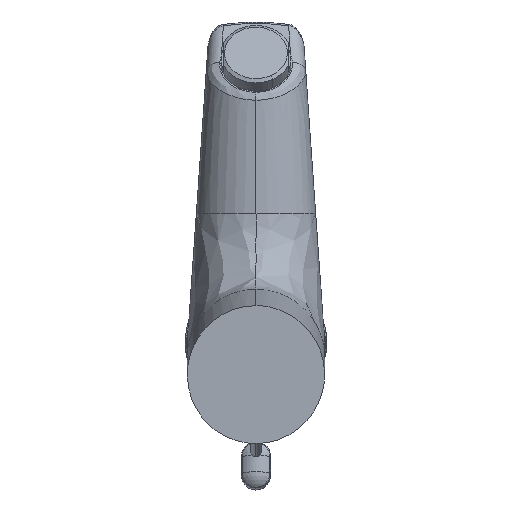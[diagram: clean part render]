
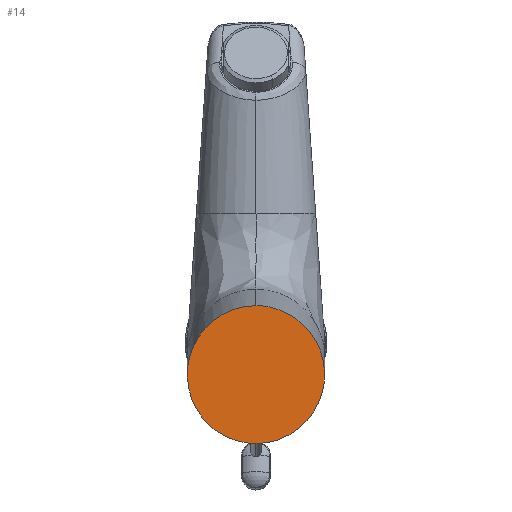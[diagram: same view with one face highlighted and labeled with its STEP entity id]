
A CAD part, front view. The second image highlights one B-rep face of the part: STEP entity #14.
In plain terms, the highlighted planar face has unit normal (0, -1, 0).
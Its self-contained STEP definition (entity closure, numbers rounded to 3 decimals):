
#14 = ADVANCED_FACE ( 'NONE', ( #6229 ), #14561, .F. ) ;
#618 = CARTESIAN_POINT ( 'NONE',  ( 47.015, 0., 23.59 ) ) ;
#1749 = CARTESIAN_POINT ( 'NONE',  ( 0., 0., 23.59 ) ) ;
#1959 = AXIS2_PLACEMENT_3D ( 'NONE', #7486, #3910, #7432 ) ;
#2459 = VERTEX_POINT ( 'NONE', #1749 ) ;
#3910 = DIRECTION ( 'NONE',  ( 0., 1., 0. ) ) ;
#4363 = CARTESIAN_POINT ( 'NONE',  ( 0., 0., 23.59 ) ) ;
#4692 = CARTESIAN_POINT ( 'NONE',  ( 0., 0., 23.59 ) ) ;
#4740 = CARTESIAN_POINT ( 'NONE',  ( -47.015, 0., -23.605 ) ) ;
#6229 = FACE_OUTER_BOUND ( 'NONE', #13308, .T. ) ;
#6717 = CARTESIAN_POINT ( 'NONE',  ( 0., 0., -23.605 ) ) ;
#7010 = CARTESIAN_POINT ( 'NONE',  ( 0., 0., -23.605 ) ) ;
#7309 =( BOUNDED_CURVE ( )  B_SPLINE_CURVE ( 3, ( #4692, #13013, #4740, #7010 ),
 .UNSPECIFIED., .F., .T. ) 
 B_SPLINE_CURVE_WITH_KNOTS ( ( 4, 4 ),
 ( 3.142, 6.283 ),
 .UNSPECIFIED. ) 
 CURVE ( )  GEOMETRIC_REPRESENTATION_ITEM ( )  RATIONAL_B_SPLINE_CURVE ( ( 1., 0.333, 0.333, 1. ) ) 
 REPRESENTATION_ITEM ( '' )  );
#7432 = DIRECTION ( 'NONE',  ( 0., 0., 1. ) ) ;
#7486 = CARTESIAN_POINT ( 'NONE',  ( 0., 0., 12.5 ) ) ;
#7701 =( BOUNDED_CURVE ( )  B_SPLINE_CURVE ( 3, ( #6717, #9137, #618, #4363 ),
 .UNSPECIFIED., .F., .F. ) 
 B_SPLINE_CURVE_WITH_KNOTS ( ( 4, 4 ),
 ( 0., 3.142 ),
 .UNSPECIFIED. ) 
 CURVE ( )  GEOMETRIC_REPRESENTATION_ITEM ( )  RATIONAL_B_SPLINE_CURVE ( ( 1., 0.333, 0.333, 1. ) ) 
 REPRESENTATION_ITEM ( '' )  );
#7866 = ORIENTED_EDGE ( 'NONE', *, *, #13964, .T. ) ;
#9137 = CARTESIAN_POINT ( 'NONE',  ( 47.015, 0., -23.605 ) ) ;
#9188 = EDGE_CURVE ( 'NONE', #12732, #2459, #7701, .T. ) ;
#9259 = ORIENTED_EDGE ( 'NONE', *, *, #9188, .T. ) ;
#10821 = CARTESIAN_POINT ( 'NONE',  ( 0., 0., -23.605 ) ) ;
#12732 = VERTEX_POINT ( 'NONE', #10821 ) ;
#13013 = CARTESIAN_POINT ( 'NONE',  ( -47.015, 0., 23.59 ) ) ;
#13308 = EDGE_LOOP ( 'NONE', ( #9259, #7866 ) ) ;
#13964 = EDGE_CURVE ( 'NONE', #2459, #12732, #7309, .T. ) ;
#14561 = PLANE ( 'NONE',  #1959 ) ;
